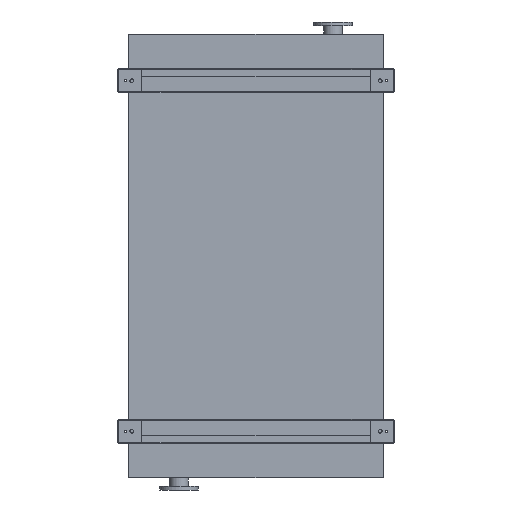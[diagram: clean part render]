
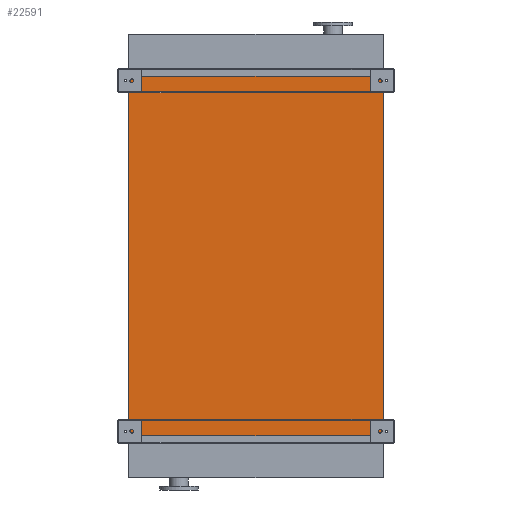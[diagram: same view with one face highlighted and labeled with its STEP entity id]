
A CAD part, front view. The second image highlights one B-rep face of the part: STEP entity #22591.
In plain terms, the highlighted planar face has unit normal (0, -1, 0).
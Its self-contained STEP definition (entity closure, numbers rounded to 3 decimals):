
#17 = ORIENTED_EDGE ( 'NONE', *, *, #1859, .T. ) ;
#1126 = EDGE_CURVE ( 'NONE', #16845, #1371, #7405, .T. ) ;
#1371 = VERTEX_POINT ( 'NONE', #2877 ) ;
#1859 = EDGE_CURVE ( 'NONE', #23433, #1371, #7935, .T. ) ;
#2362 = CARTESIAN_POINT ( 'NONE',  ( -725., 0., 0. ) ) ;
#2489 = ORIENTED_EDGE ( 'NONE', *, *, #2713, .T. ) ;
#2713 = EDGE_CURVE ( 'NONE', #23263, #23433, #22020, .T. ) ;
#2822 = VECTOR ( 'NONE', #5829, 1000. ) ;
#2838 = DIRECTION ( 'NONE',  ( 0., -1., 0. ) ) ;
#2877 = CARTESIAN_POINT ( 'NONE',  ( 725., 0., 0. ) ) ;
#3036 = CARTESIAN_POINT ( 'NONE',  ( -725., 0., -2050. ) ) ;
#4045 = DIRECTION ( 'NONE',  ( 0., 0., 1. ) ) ;
#5315 = FACE_OUTER_BOUND ( 'NONE', #14487, .T. ) ;
#5797 = CARTESIAN_POINT ( 'NONE',  ( 725., 0., -2050. ) ) ;
#5829 = DIRECTION ( 'NONE',  ( 1., 0., 0. ) ) ;
#7405 = LINE ( 'NONE', #2362, #2822 ) ;
#7935 = LINE ( 'NONE', #5797, #16964 ) ;
#8088 = CARTESIAN_POINT ( 'NONE',  ( -725., 0., -2050. ) ) ;
#8755 = ORIENTED_EDGE ( 'NONE', *, *, #1126, .F. ) ;
#9738 = CARTESIAN_POINT ( 'NONE',  ( -725., 0., -2050. ) ) ;
#10368 = AXIS2_PLACEMENT_3D ( 'NONE', #9738, #2838, #15136 ) ;
#10848 = DIRECTION ( 'NONE',  ( 0., 0., 1. ) ) ;
#12093 = CARTESIAN_POINT ( 'NONE',  ( 725., 0., -2050. ) ) ;
#13277 = PLANE ( 'NONE',  #10368 ) ;
#13399 = DIRECTION ( 'NONE',  ( 1., 0., 0. ) ) ;
#13771 = CARTESIAN_POINT ( 'NONE',  ( -725., 0., 0. ) ) ;
#14007 = EDGE_CURVE ( 'NONE', #23263, #16845, #14519, .T. ) ;
#14487 = EDGE_LOOP ( 'NONE', ( #8755, #18434, #2489, #17 ) ) ;
#14519 = LINE ( 'NONE', #18146, #18972 ) ;
#15136 = DIRECTION ( 'NONE',  ( 0., 0., -1. ) ) ;
#16845 = VERTEX_POINT ( 'NONE', #13771 ) ;
#16964 = VECTOR ( 'NONE', #4045, 1000. ) ;
#18146 = CARTESIAN_POINT ( 'NONE',  ( -725., 0., -2050. ) ) ;
#18434 = ORIENTED_EDGE ( 'NONE', *, *, #14007, .F. ) ;
#18972 = VECTOR ( 'NONE', #10848, 1000. ) ;
#21417 = VECTOR ( 'NONE', #13399, 1000. ) ;
#22020 = LINE ( 'NONE', #8088, #21417 ) ;
#22591 = ADVANCED_FACE ( 'NONE', ( #5315 ), #13277, .T. ) ;
#23263 = VERTEX_POINT ( 'NONE', #3036 ) ;
#23433 = VERTEX_POINT ( 'NONE', #12093 ) ;
